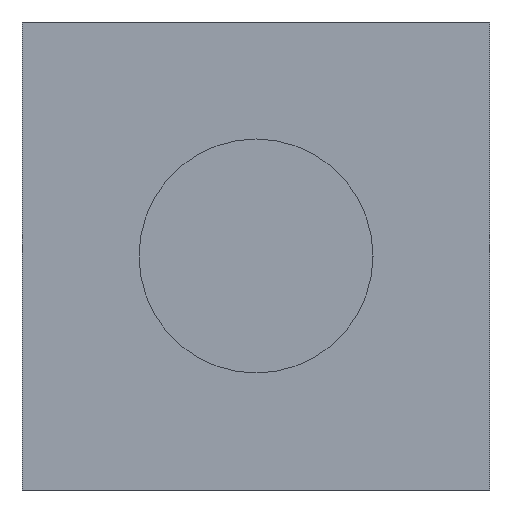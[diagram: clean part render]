
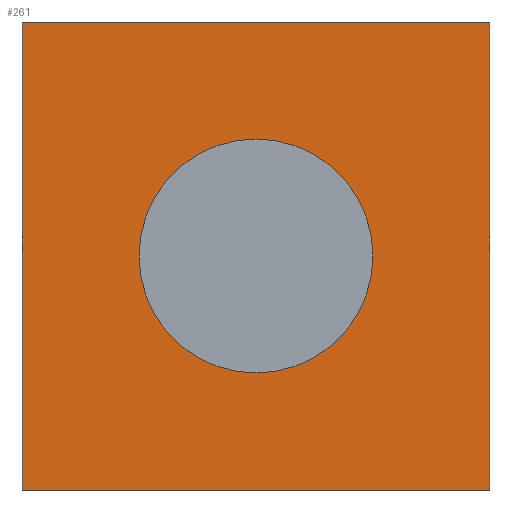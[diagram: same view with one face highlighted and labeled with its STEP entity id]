
A CAD part, front view. The second image highlights one B-rep face of the part: STEP entity #261.
In plain terms, the highlighted planar face has unit normal (0, -1, 0).
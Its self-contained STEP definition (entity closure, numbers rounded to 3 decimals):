
#8 = EDGE_CURVE ( 'NONE', #368, #239, #334, .T. ) ;
#10 = ORIENTED_EDGE ( 'NONE', *, *, #197, .F. ) ;
#16 = CIRCLE ( 'NONE', #371, 2.5 ) ;
#33 = DIRECTION ( 'NONE',  ( 0., -1., 0. ) ) ;
#34 = AXIS2_PLACEMENT_3D ( 'NONE', #387, #117, #236 ) ;
#39 = VECTOR ( 'NONE', #170, 1000. ) ;
#42 = LINE ( 'NONE', #158, #222 ) ;
#49 = EDGE_LOOP ( 'NONE', ( #132, #243, #188, #107 ) ) ;
#60 = CARTESIAN_POINT ( 'NONE',  ( 5., -5.737, 5. ) ) ;
#61 = DIRECTION ( 'NONE',  ( 0., 0., 1. ) ) ;
#66 = VERTEX_POINT ( 'NONE', #224 ) ;
#76 = CARTESIAN_POINT ( 'NONE',  ( 5., -5.737, -5. ) ) ;
#77 = CARTESIAN_POINT ( 'NONE',  ( -2.5, -5.737, 0. ) ) ;
#79 = FACE_BOUND ( 'NONE', #171, .T. ) ;
#84 = CARTESIAN_POINT ( 'NONE',  ( 5., -5.737, -5. ) ) ;
#86 = DIRECTION ( 'NONE',  ( 1., 0., 0. ) ) ;
#107 = ORIENTED_EDGE ( 'NONE', *, *, #343, .T. ) ;
#117 = DIRECTION ( 'NONE',  ( 0., -1., 0. ) ) ;
#126 = EDGE_CURVE ( 'NONE', #66, #239, #42, .T. ) ;
#132 = ORIENTED_EDGE ( 'NONE', *, *, #8, .T. ) ;
#144 = VERTEX_POINT ( 'NONE', #240 ) ;
#147 = CARTESIAN_POINT ( 'NONE',  ( -5., -5.737, -5. ) ) ;
#158 = CARTESIAN_POINT ( 'NONE',  ( 5., -5.737, 5. ) ) ;
#168 = DIRECTION ( 'NONE',  ( 1., 0., 0. ) ) ;
#169 = CARTESIAN_POINT ( 'NONE',  ( 0., -5.737, 0. ) ) ;
#170 = DIRECTION ( 'NONE',  ( 0., 0., 1. ) ) ;
#171 = EDGE_LOOP ( 'NONE', ( #233, #10 ) ) ;
#178 = VERTEX_POINT ( 'NONE', #77 ) ;
#188 = ORIENTED_EDGE ( 'NONE', *, *, #351, .F. ) ;
#197 = EDGE_CURVE ( 'NONE', #178, #144, #16, .T. ) ;
#201 = LINE ( 'NONE', #76, #322 ) ;
#212 = DIRECTION ( 'NONE',  ( 0., -1., 0. ) ) ;
#219 = EDGE_CURVE ( 'NONE', #144, #178, #375, .T. ) ;
#222 = VECTOR ( 'NONE', #309, 1000. ) ;
#224 = CARTESIAN_POINT ( 'NONE',  ( -5., -5.737, 5. ) ) ;
#233 = ORIENTED_EDGE ( 'NONE', *, *, #219, .F. ) ;
#236 = DIRECTION ( 'NONE',  ( 1., 0., 0. ) ) ;
#239 = VERTEX_POINT ( 'NONE', #60 ) ;
#240 = CARTESIAN_POINT ( 'NONE',  ( 2.5, -5.737, 0. ) ) ;
#243 = ORIENTED_EDGE ( 'NONE', *, *, #126, .F. ) ;
#259 = FACE_OUTER_BOUND ( 'NONE', #49, .T. ) ;
#261 = ADVANCED_FACE ( 'NONE', ( #79, #259 ), #327, .T. ) ;
#272 = VERTEX_POINT ( 'NONE', #147 ) ;
#284 = DIRECTION ( 'NONE',  ( 1., 0., 0. ) ) ;
#290 = LINE ( 'NONE', #318, #39 ) ;
#309 = DIRECTION ( 'NONE',  ( 1., 0., 0. ) ) ;
#318 = CARTESIAN_POINT ( 'NONE',  ( -5., -5.737, -5. ) ) ;
#322 = VECTOR ( 'NONE', #168, 1000. ) ;
#327 = PLANE ( 'NONE',  #34 ) ;
#331 = CARTESIAN_POINT ( 'NONE',  ( 5., -5.737, -5. ) ) ;
#333 = AXIS2_PLACEMENT_3D ( 'NONE', #169, #33, #86 ) ;
#334 = LINE ( 'NONE', #331, #347 ) ;
#343 = EDGE_CURVE ( 'NONE', #272, #368, #201, .T. ) ;
#347 = VECTOR ( 'NONE', #61, 1000. ) ;
#351 = EDGE_CURVE ( 'NONE', #272, #66, #290, .T. ) ;
#368 = VERTEX_POINT ( 'NONE', #84 ) ;
#371 = AXIS2_PLACEMENT_3D ( 'NONE', #392, #212, #284 ) ;
#375 = CIRCLE ( 'NONE', #333, 2.5 ) ;
#387 = CARTESIAN_POINT ( 'NONE',  ( 5., -5.737, -5. ) ) ;
#392 = CARTESIAN_POINT ( 'NONE',  ( 0., -5.737, 0. ) ) ;
